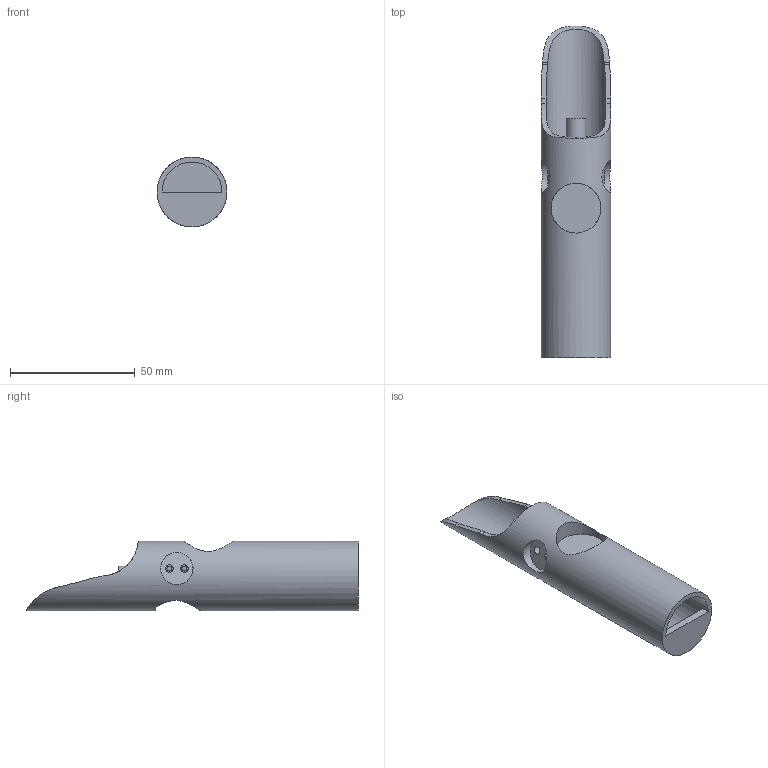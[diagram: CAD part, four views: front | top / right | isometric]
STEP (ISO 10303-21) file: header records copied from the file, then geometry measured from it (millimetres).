
FILE_DESCRIPTION(/* description */ (''),/* implementation_level */ '2;1');
FILE_NAME(/* name */ 'top.stp',/* time_stamp */ '2022-08-16T10:29:59-04:00',/* author */ ('turbo'),/* organization */ (''),/* preprocessor_version */ 'ST-DEVELOPER v18.1',/* originating_system */ 'Autodesk Inventor 2022',/* authorisation */ '');
FILE_SCHEMA (('AUTOMOTIVE_DESIGN { 1 0 10303 214 3 1 1 }'));
Length unit declared in the file: millimetre
Products named in the file (1): top
Bounding box: 28 x 133 x 28 mm (x, y, z)
Volume: 28580.6 mm3; surface area: 18607.6 mm2
Topology: 1 solids, 5 shells, 60 faces, 119 edges, 83 vertices
Faces by surface type: cylinder 30, plane 26, bspline 4
Full cylindrical faces by diameter (mm): 2 x4, 3 x4, 8 x1, 13 x2, 20 x1, 24 x2, 28 x1
Entity records: 2032 total; most frequent: CARTESIAN_POINT 696, DIRECTION 239, ORIENTED_EDGE 238, EDGE_CURVE 119, AXIS2_PLACEMENT_3D 99, VERTEX_POINT 83, EDGE_LOOP 74, FACE_OUTER_BOUND 60
